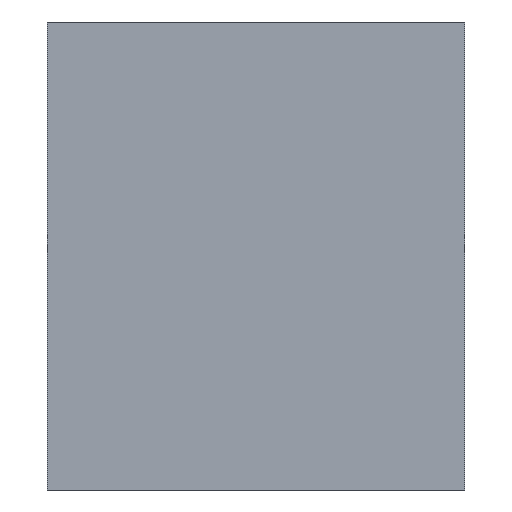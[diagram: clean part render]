
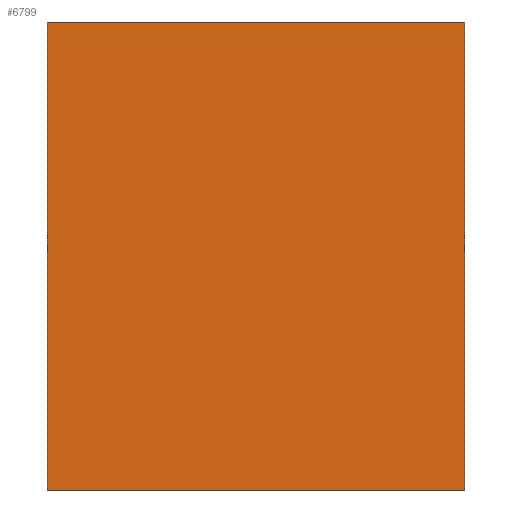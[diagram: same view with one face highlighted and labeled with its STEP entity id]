
A CAD part, left-side view. The second image highlights one B-rep face of the part: STEP entity #6799.
In plain terms, the highlighted planar face has unit normal (-1, 0, 0).
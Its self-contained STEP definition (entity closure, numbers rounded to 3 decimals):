
#6799=ADVANCED_FACE('',(#12296),#12298,.T.);
#12296=FACE_BOUND('',#12297,.T.);
#12297=EDGE_LOOP('',(#16181,#16182,#16183,#16184));
#12298=PLANE('',#12299);
#12299=AXIS2_PLACEMENT_3D('',#12300,#12301,#12302);
#12300=CARTESIAN_POINT('',(-6.6,4.55,0.));
#12301=DIRECTION('',(-1.,0.,0.));
#12302=DIRECTION('',(0.,-1.,0.));
#16181=ORIENTED_EDGE('',*,*,#19161,.T.);
#16182=ORIENTED_EDGE('',*,*,#19162,.T.);
#16183=ORIENTED_EDGE('',*,*,#17103,.F.);
#16184=ORIENTED_EDGE('',*,*,#19163,.F.);
#17103=EDGE_CURVE('',#19495,#19496,#19497,.T.);
#19161=EDGE_CURVE('',#22872,#22873,#22874,.T.);
#19162=EDGE_CURVE('',#22873,#19496,#22875,.T.);
#19163=EDGE_CURVE('',#22872,#19495,#22876,.T.);
#19495=VERTEX_POINT('',#23638);
#19496=VERTEX_POINT('',#23639);
#19497=LINE('',#23640,#23641);
#22872=VERTEX_POINT('',#31893);
#22873=VERTEX_POINT('',#31894);
#22874=LINE('',#31895,#31896);
#22875=LINE('',#31898,#31899);
#22876=LINE('',#31901,#31902);
#23638=CARTESIAN_POINT('',(-6.6,4.55,10.2));
#23639=CARTESIAN_POINT('',(-6.6,-4.55,10.2));
#23640=CARTESIAN_POINT('',(-6.6,4.55,10.2));
#23641=VECTOR('',#23642,1.);
#23642=DIRECTION('',(0.,-1.,0.));
#31893=CARTESIAN_POINT('',(-6.6,4.55,0.));
#31894=CARTESIAN_POINT('',(-6.6,-4.55,0.));
#31895=CARTESIAN_POINT('',(-6.6,4.55,0.));
#31896=VECTOR('',#31897,1.);
#31897=DIRECTION('',(0.,-1.,0.));
#31898=CARTESIAN_POINT('',(-6.6,-4.55,0.));
#31899=VECTOR('',#31900,1.);
#31900=DIRECTION('',(0.,0.,1.));
#31901=CARTESIAN_POINT('',(-6.6,4.55,0.));
#31902=VECTOR('',#31903,1.);
#31903=DIRECTION('',(0.,0.,1.));
